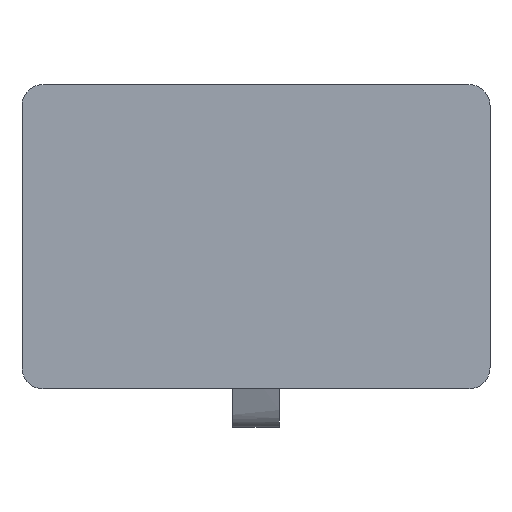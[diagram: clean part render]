
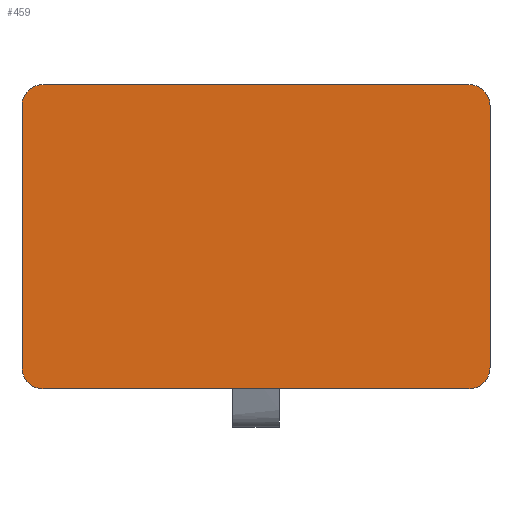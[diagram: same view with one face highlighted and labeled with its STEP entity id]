
A CAD part, front view. The second image highlights one B-rep face of the part: STEP entity #459.
In plain terms, the highlighted planar face has unit normal (0, -1, 0).
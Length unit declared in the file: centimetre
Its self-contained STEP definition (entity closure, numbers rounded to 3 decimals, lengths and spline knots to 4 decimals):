
#38=PLANE('',#517);
#64=LINE('',#743,#95);
#65=LINE('',#745,#96);
#66=LINE('',#747,#97);
#67=LINE('',#748,#98);
#95=VECTOR('',#613,1.);
#96=VECTOR('',#616,1.);
#97=VECTOR('',#619,1.);
#98=VECTOR('',#620,1.);
#133=FACE_OUTER_BOUND('',#161,.T.);
#161=EDGE_LOOP('',(#368,#369,#370,#371,#372,#373,#374,#375));
#180=CIRCLE('',#496,0.1143);
#187=CIRCLE('',#508,0.1143);
#188=CIRCLE('',#510,0.1143);
#189=CIRCLE('',#513,0.1143);
#202=VERTEX_POINT('',#677);
#203=VERTEX_POINT('',#678);
#210=VERTEX_POINT('',#703);
#211=VERTEX_POINT('',#704);
#212=VERTEX_POINT('',#709);
#213=VERTEX_POINT('',#710);
#214=VERTEX_POINT('',#718);
#215=VERTEX_POINT('',#719);
#246=EDGE_CURVE('',#202,#203,#180,.T.);
#259=EDGE_CURVE('',#210,#211,#187,.T.);
#262=EDGE_CURVE('',#212,#213,#188,.T.);
#267=EDGE_CURVE('',#214,#215,#189,.T.);
#275=EDGE_CURVE('',#215,#202,#64,.T.);
#276=EDGE_CURVE('',#213,#214,#65,.T.);
#277=EDGE_CURVE('',#211,#212,#66,.T.);
#278=EDGE_CURVE('',#203,#210,#67,.T.);
#368=ORIENTED_EDGE('',*,*,#246,.F.);
#369=ORIENTED_EDGE('',*,*,#275,.F.);
#370=ORIENTED_EDGE('',*,*,#267,.F.);
#371=ORIENTED_EDGE('',*,*,#276,.F.);
#372=ORIENTED_EDGE('',*,*,#262,.F.);
#373=ORIENTED_EDGE('',*,*,#277,.F.);
#374=ORIENTED_EDGE('',*,*,#259,.F.);
#375=ORIENTED_EDGE('',*,*,#278,.F.);
#459=ADVANCED_FACE('',(#133),#38,.F.);
#496=AXIS2_PLACEMENT_3D('',#679,#557,#558);
#508=AXIS2_PLACEMENT_3D('',#705,#587,#588);
#510=AXIS2_PLACEMENT_3D('',#711,#593,#594);
#513=AXIS2_PLACEMENT_3D('',#720,#603,#604);
#517=AXIS2_PLACEMENT_3D('',#746,#617,#618);
#557=DIRECTION('center_axis',(0.,1.,0.));
#558=DIRECTION('ref_axis',(0.707,0.,0.707));
#587=DIRECTION('center_axis',(0.,1.,0.));
#588=DIRECTION('ref_axis',(0.707,0.,-0.707));
#593=DIRECTION('center_axis',(0.,1.,0.));
#594=DIRECTION('ref_axis',(-0.707,0.,-0.707));
#603=DIRECTION('center_axis',(0.,1.,0.));
#604=DIRECTION('ref_axis',(-0.707,0.,0.707));
#613=DIRECTION('',(1.,0.,0.));
#616=DIRECTION('',(0.,0.,1.));
#617=DIRECTION('center_axis',(0.,1.,0.));
#618=DIRECTION('ref_axis',(0.,0.,-1.));
#619=DIRECTION('',(-1.,0.,0.));
#620=DIRECTION('',(0.,0.,-1.));
#677=CARTESIAN_POINT('',(1.1557,-0.635,-3.048));
#678=CARTESIAN_POINT('',(1.27,-0.635,-3.1623));
#679=CARTESIAN_POINT('Origin',(1.1557,-0.635,-3.1623));
#703=CARTESIAN_POINT('',(1.27,-0.635,-4.5847));
#704=CARTESIAN_POINT('',(1.1557,-0.635,-4.699));
#705=CARTESIAN_POINT('Origin',(1.1557,-0.635,-4.5847));
#709=CARTESIAN_POINT('',(-1.1557,-0.635,-4.699));
#710=CARTESIAN_POINT('',(-1.27,-0.635,-4.5847));
#711=CARTESIAN_POINT('Origin',(-1.1557,-0.635,-4.5847));
#718=CARTESIAN_POINT('',(-1.27,-0.635,-3.1623));
#719=CARTESIAN_POINT('',(-1.1557,-0.635,-3.048));
#720=CARTESIAN_POINT('Origin',(-1.1557,-0.635,-3.1623));
#743=CARTESIAN_POINT('',(0.,-0.635,-3.048));
#745=CARTESIAN_POINT('',(-1.27,-0.635,-4.699));
#746=CARTESIAN_POINT('Origin',(0.127,-0.635,-3.2258));
#747=CARTESIAN_POINT('',(0.,-0.635,-4.699));
#748=CARTESIAN_POINT('',(1.27,-0.635,-4.699));
